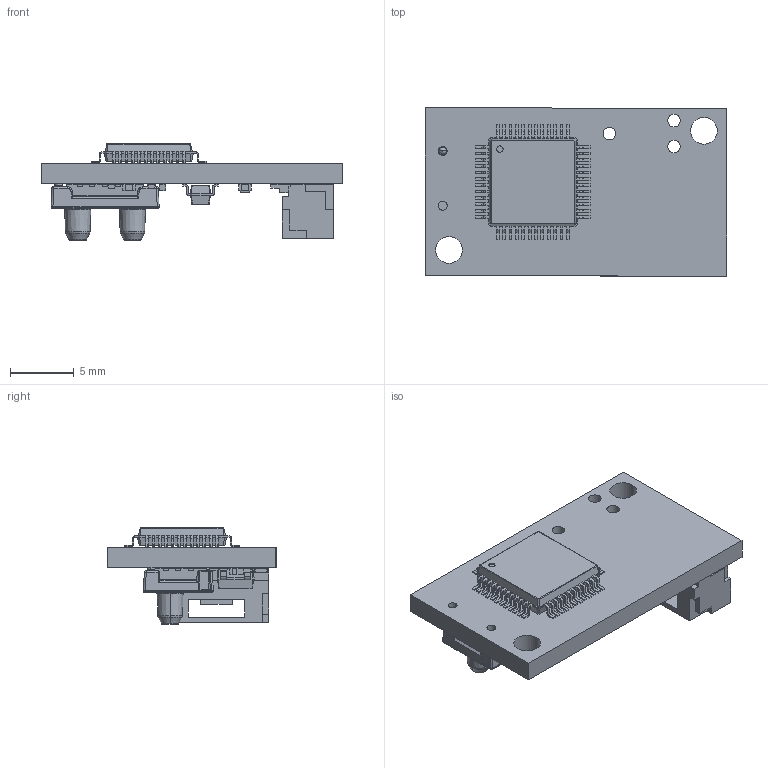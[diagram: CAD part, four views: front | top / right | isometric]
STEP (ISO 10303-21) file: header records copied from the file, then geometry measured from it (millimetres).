
FILE_DESCRIPTION(('KiCad electronic assembly'),'2;1');
FILE_NAME('TFASPDIMU02A.step','2024-03-09T22:06:50',('Pcbnew'),('Kicad') ,'Open CASCADE STEP processor 7.7','KiCad to STEP converter','Unknown' );
FILE_SCHEMA(('AUTOMOTIVE_DESIGN { 1 0 10303 214 1 1 1 1 }'));
Length unit declared in the file: millimetre
Products named in the file (16): TFASPDIMU02A 1; LQFP-48_7x7mm_P0.5mm; LQFP_48_7x7mm_P05mm; C_0402_1005Metric; D_SOD-523; D_SOD_523; Sensirion_Differential_Pressure_Sensors_SDP3x; 113390-05_Publikationsmodell SDP3x; JST_GH_SM04B-GHS-TB_1x04-1MP_P1.25mm_Horizontal; JST_SM04B_GHS_TB; R_0402_1005Metric; SOT-23-5; SOT_23_5; TFASPDIMU02A_PCB
Assembly tree (19 placements, depth 3):
  TFASPDIMU02A 1
    LQFP-48_7x7mm_P0.5mm
      LQFP_48_7x7mm_P05mm
    C_0402_1005Metric  x4
      C_0402_1005Metric
    D_SOD-523
      D_SOD_523
    Sensirion_Differential_Pressure_Sensors_SDP3x
      113390-05_Publikationsmodell SDP3x
    JST_GH_SM04B-GHS-TB_1x04-1MP_P1.25mm_Horizontal
      JST_SM04B_GHS_TB
    R_0402_1005Metric  x2
      R_0402_1005Metric
    SOT-23-5
      SOT_23_5
    TFASPDIMU02A_PCB
Bounding box: 23.67 x 13.24 x 7.6 mm (x, y, z)
Volume: 728.8 mm3; surface area: 1558 mm2
Topology: 30 solids, 30 shells, 1704 faces, 4452 edges, 2833 vertices
Faces by surface type: plane 1100, cylinder 395, bspline 150, torus 26, cone 20, sphere 7, revolution 6
Full cylindrical faces by diameter (mm): 0.5 x1, 0.7 x3, 0.991 x3, 2.1 x2
Entity records: 59959 total; most frequent: CARTESIAN_POINT 12744, ORIENTED_EDGE 8332, DIRECTION 7669, EDGE_CURVE 4166, LINE 3217, VECTOR 3217, VERTEX_POINT 2645, AXIS2_PLACEMENT_3D 2223
